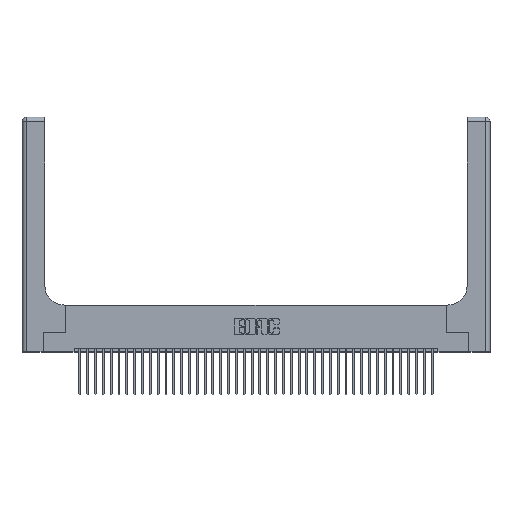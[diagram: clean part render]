
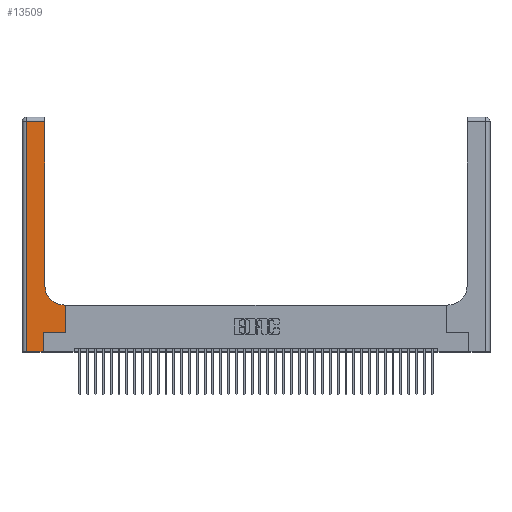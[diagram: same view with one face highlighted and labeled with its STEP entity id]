
A CAD part, top view. The second image highlights one B-rep face of the part: STEP entity #13509.
In plain terms, the highlighted planar face has unit normal (0, 0, 1).
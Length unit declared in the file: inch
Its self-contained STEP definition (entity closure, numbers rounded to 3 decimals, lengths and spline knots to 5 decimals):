
#451 = CARTESIAN_POINT ( 'NONE',  ( 0.2915, 0.6, 0.37 ) ) ;
#1680 = ORIENTED_EDGE ( 'NONE', *, *, #20493, .T. ) ;
#1738 = DIRECTION ( 'NONE',  ( 1., 0., 0. ) ) ;
#2353 = CIRCLE ( 'NONE', #25271, 0.25 ) ;
#2857 = LINE ( 'NONE', #14084, #35372 ) ;
#2986 = VERTEX_POINT ( 'NONE', #39781 ) ;
#4085 = CARTESIAN_POINT ( 'NONE',  ( 0.269, 0., 0.37 ) ) ;
#4245 = VECTOR ( 'NONE', #22452, 39.37008 ) ;
#4466 = LINE ( 'NONE', #8592, #29141 ) ;
#4501 = CARTESIAN_POINT ( 'NONE',  ( 0.5415, 0.85, 0.37 ) ) ;
#7172 = VERTEX_POINT ( 'NONE', #33865 ) ;
#8592 = CARTESIAN_POINT ( 'NONE',  ( 0.06, 3., 0.37 ) ) ;
#8741 = CARTESIAN_POINT ( 'NONE',  ( 0.06, 0., 0.37 ) ) ;
#9014 = LINE ( 'NONE', #35761, #23332 ) ;
#9257 = DIRECTION ( 'NONE',  ( 0., 0., -1. ) ) ;
#9514 = EDGE_LOOP ( 'NONE', ( #31757, #1680, #26297, #22382, #14228, #9666, #24401, #29082, #23137 ) ) ;
#9666 = ORIENTED_EDGE ( 'NONE', *, *, #39859, .T. ) ;
#12424 = LINE ( 'NONE', #19438, #38006 ) ;
#13509 = ADVANCED_FACE ( 'NONE', ( #26606 ), #40536, .F. ) ;
#13796 = CARTESIAN_POINT ( 'NONE',  ( 0.5415, 0.6, 0.37 ) ) ;
#14084 = CARTESIAN_POINT ( 'NONE',  ( 0.269, 0., 0.37 ) ) ;
#14228 = ORIENTED_EDGE ( 'NONE', *, *, #26508, .T. ) ;
#14306 = CARTESIAN_POINT ( 'NONE',  ( 0., 0., 0.37 ) ) ;
#15440 = CARTESIAN_POINT ( 'NONE',  ( 0.269, 0.25, 0.37 ) ) ;
#15944 = VECTOR ( 'NONE', #28064, 39.37008 ) ;
#16619 = CARTESIAN_POINT ( 'NONE',  ( 0.2915, 0.85, 0.37 ) ) ;
#17820 = VERTEX_POINT ( 'NONE', #13796 ) ;
#18338 = VERTEX_POINT ( 'NONE', #8741 ) ;
#18816 = VERTEX_POINT ( 'NONE', #4085 ) ;
#18838 = DIRECTION ( 'NONE',  ( -1., 0., 0. ) ) ;
#19438 = CARTESIAN_POINT ( 'NONE',  ( 0.2915, 3., 0.37 ) ) ;
#20247 = DIRECTION ( 'NONE',  ( 0., 0., -1. ) ) ;
#20493 = EDGE_CURVE ( 'NONE', #39430, #7172, #9014, .T. ) ;
#21207 = CARTESIAN_POINT ( 'NONE',  ( 0.5585, 0.25, 0.37 ) ) ;
#21273 = LINE ( 'NONE', #14306, #38409 ) ;
#22382 = ORIENTED_EDGE ( 'NONE', *, *, #32527, .T. ) ;
#22452 = DIRECTION ( 'NONE',  ( -1., 0., 0. ) ) ;
#23137 = ORIENTED_EDGE ( 'NONE', *, *, #27156, .T. ) ;
#23327 = DIRECTION ( 'NONE',  ( 0., 1., 0. ) ) ;
#23332 = VECTOR ( 'NONE', #32347, 39.37008 ) ;
#24334 = LINE ( 'NONE', #21207, #15944 ) ;
#24401 = ORIENTED_EDGE ( 'NONE', *, *, #30111, .T. ) ;
#25074 = DIRECTION ( 'NONE',  ( 1., 0., 0. ) ) ;
#25271 = AXIS2_PLACEMENT_3D ( 'NONE', #4501, #20247, #29579 ) ;
#26297 = ORIENTED_EDGE ( 'NONE', *, *, #37457, .T. ) ;
#26508 = EDGE_CURVE ( 'NONE', #18816, #32015, #2857, .T. ) ;
#26606 = FACE_OUTER_BOUND ( 'NONE', #9514, .T. ) ;
#27088 = CARTESIAN_POINT ( 'NONE',  ( 0.5585, 0.6, 0.37 ) ) ;
#27156 = EDGE_CURVE ( 'NONE', #17820, #36084, #2353, .T. ) ;
#28064 = DIRECTION ( 'NONE',  ( 0., 1., 0. ) ) ;
#28189 = CARTESIAN_POINT ( 'NONE',  ( 0., 3., 0.37 ) ) ;
#28429 = LINE ( 'NONE', #15440, #36295 ) ;
#28638 = DIRECTION ( 'NONE',  ( 0., 1., 0. ) ) ;
#29082 = ORIENTED_EDGE ( 'NONE', *, *, #40053, .T. ) ;
#29141 = VECTOR ( 'NONE', #33554, 39.37008 ) ;
#29579 = DIRECTION ( 'NONE',  ( 1., 0., 0. ) ) ;
#30111 = EDGE_CURVE ( 'NONE', #2986, #40309, #24334, .T. ) ;
#30395 = LINE ( 'NONE', #451, #4245 ) ;
#30415 = CARTESIAN_POINT ( 'NONE',  ( 0.269, 0.25, 0.37 ) ) ;
#31239 = AXIS2_PLACEMENT_3D ( 'NONE', #28189, #9257, #18838 ) ;
#31687 = EDGE_CURVE ( 'NONE', #36084, #39430, #12424, .T. ) ;
#31757 = ORIENTED_EDGE ( 'NONE', *, *, #31687, .T. ) ;
#32015 = VERTEX_POINT ( 'NONE', #30415 ) ;
#32347 = DIRECTION ( 'NONE',  ( -1., 0., 0. ) ) ;
#32527 = EDGE_CURVE ( 'NONE', #18338, #18816, #21273, .T. ) ;
#33554 = DIRECTION ( 'NONE',  ( 0., -1., 0. ) ) ;
#33865 = CARTESIAN_POINT ( 'NONE',  ( 0.06, 2.94, 0.37 ) ) ;
#35372 = VECTOR ( 'NONE', #23327, 39.37008 ) ;
#35668 = CARTESIAN_POINT ( 'NONE',  ( 0.2915, 2.94, 0.37 ) ) ;
#35761 = CARTESIAN_POINT ( 'NONE',  ( 0., 2.94, 0.37 ) ) ;
#36084 = VERTEX_POINT ( 'NONE', #16619 ) ;
#36295 = VECTOR ( 'NONE', #25074, 39.37008 ) ;
#37457 = EDGE_CURVE ( 'NONE', #7172, #18338, #4466, .T. ) ;
#38006 = VECTOR ( 'NONE', #28638, 39.37008 ) ;
#38409 = VECTOR ( 'NONE', #1738, 39.37008 ) ;
#39430 = VERTEX_POINT ( 'NONE', #35668 ) ;
#39781 = CARTESIAN_POINT ( 'NONE',  ( 0.5585, 0.25, 0.37 ) ) ;
#39859 = EDGE_CURVE ( 'NONE', #32015, #2986, #28429, .T. ) ;
#40053 = EDGE_CURVE ( 'NONE', #40309, #17820, #30395, .T. ) ;
#40309 = VERTEX_POINT ( 'NONE', #27088 ) ;
#40536 = PLANE ( 'NONE',  #31239 ) ;
